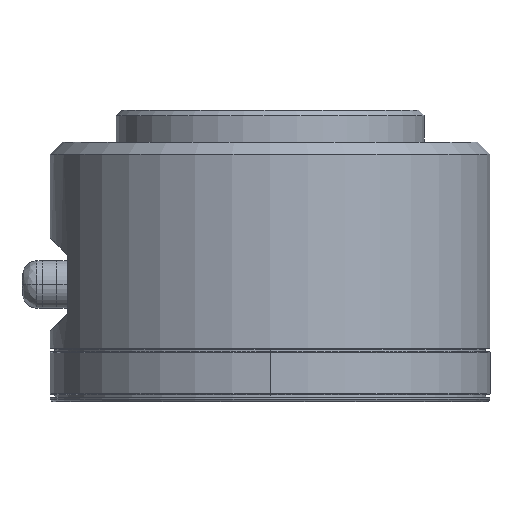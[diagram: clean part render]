
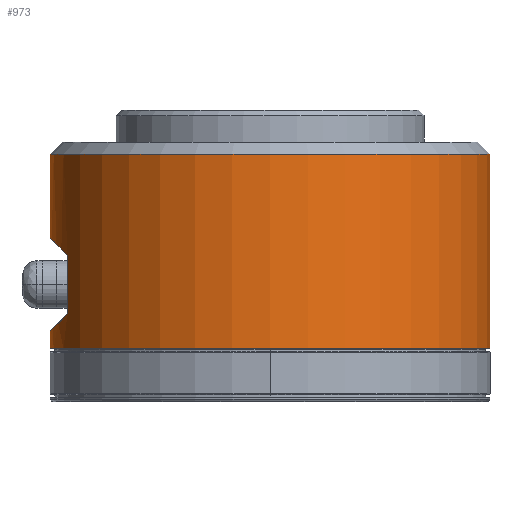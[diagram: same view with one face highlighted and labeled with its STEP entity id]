
A CAD part, left-side view. The second image highlights one B-rep face of the part: STEP entity #973.
In plain terms, the highlighted cylindrical face has radius 45 mm (diameter 90 mm), a partial arc.
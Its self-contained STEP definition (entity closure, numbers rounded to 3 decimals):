
#3 = VERTEX_POINT ( 'NONE', #86 ) ;
#8 = DIRECTION ( 'NONE',  ( 0., 1., 0. ) ) ;
#24 = CYLINDRICAL_SURFACE ( 'NONE', #1175, 45. ) ;
#65 = CARTESIAN_POINT ( 'NONE',  ( 0., 1183.95, 245.55 ) ) ;
#76 = CARTESIAN_POINT ( 'NONE',  ( 0., 1183.95, 268.5 ) ) ;
#83 = DIRECTION ( 'NONE',  ( 0., 0., -1. ) ) ;
#86 = CARTESIAN_POINT ( 'NONE',  ( 0., 1093.95, 281.7 ) ) ;
#113 = CARTESIAN_POINT ( 'NONE',  ( 0., 1138.95, 241.95 ) ) ;
#172 = CARTESIAN_POINT ( 'NONE',  ( 0., 1183.95, 245.55 ) ) ;
#257 = EDGE_CURVE ( 'NONE', #3, #1489, #2911, .T. ) ;
#344 = CARTESIAN_POINT ( 'NONE',  ( 0., 1093.95, 241.95 ) ) ;
#399 = CARTESIAN_POINT ( 'NONE',  ( 0., 1138.95, 281.7 ) ) ;
#501 = VERTEX_POINT ( 'NONE', #3177 ) ;
#721 = EDGE_CURVE ( 'NONE', #3, #3386, #1819, .T. ) ;
#806 = ORIENTED_EDGE ( 'NONE', *, *, #721, .F. ) ;
#888 = AXIS2_PLACEMENT_3D ( 'NONE', #399, #83, #2379 ) ;
#973 = ADVANCED_FACE ( 'NONE', ( #1475 ), #24, .T. ) ;
#1032 = DIRECTION ( 'NONE',  ( 0., 1., 0. ) ) ;
#1063 =( BOUNDED_CURVE ( )  B_SPLINE_CURVE ( 3, ( #3130, #1151, #2602, #65 ),
 .UNSPECIFIED., .F., .F. ) 
 B_SPLINE_CURVE_WITH_KNOTS ( ( 4, 4 ),
 ( 5.886, 6.283 ),
 .UNSPECIFIED. ) 
 CURVE ( )  GEOMETRIC_REPRESENTATION_ITEM ( )  RATIONAL_B_SPLINE_CURVE ( ( 1., 0.987, 0.987, 1. ) ) 
 REPRESENTATION_ITEM ( '' )  );
#1106 = ORIENTED_EDGE ( 'NONE', *, *, #1417, .T. ) ;
#1151 = CARTESIAN_POINT ( 'NONE',  ( -11.871, 1182.768, 246.732 ) ) ;
#1161 = CARTESIAN_POINT ( 'NONE',  ( 0., 1138.95, 268.5 ) ) ;
#1175 = AXIS2_PLACEMENT_3D ( 'NONE', #1161, #2266, #8 ) ;
#1210 = LINE ( 'NONE', #2365, #2019 ) ;
#1248 = DIRECTION ( 'NONE',  ( 0., 0., 1. ) ) ;
#1378 = VERTEX_POINT ( 'NONE', #3683 ) ;
#1402 = CARTESIAN_POINT ( 'NONE',  ( 0., 1183.95, 264.55 ) ) ;
#1417 = EDGE_CURVE ( 'NONE', #2417, #1378, #1210, .T. ) ;
#1475 = FACE_OUTER_BOUND ( 'NONE', #3444, .T. ) ;
#1489 = VERTEX_POINT ( 'NONE', #1492 ) ;
#1492 = CARTESIAN_POINT ( 'NONE',  ( 0., 1183.95, 281.7 ) ) ;
#1584 = CARTESIAN_POINT ( 'NONE',  ( -17.4, 1180.45, 261.05 ) ) ;
#1683 = ORIENTED_EDGE ( 'NONE', *, *, #2559, .T. ) ;
#1790 = ORIENTED_EDGE ( 'NONE', *, *, #2447, .T. ) ;
#1819 = LINE ( 'NONE', #2961, #1951 ) ;
#1829 = DIRECTION ( 'NONE',  ( 0., 0., -1. ) ) ;
#1912 = VECTOR ( 'NONE', #2260, 1000. ) ;
#1951 = VECTOR ( 'NONE', #2943, 1000. ) ;
#2019 = VECTOR ( 'NONE', #1829, 1000. ) ;
#2124 = VERTEX_POINT ( 'NONE', #2622 ) ;
#2149 = EDGE_CURVE ( 'NONE', #1378, #2794, #1063, .T. ) ;
#2202 = CARTESIAN_POINT ( 'NONE',  ( -5.995, 1183.95, 264.55 ) ) ;
#2257 = CIRCLE ( 'NONE', #3465, 45. ) ;
#2260 = DIRECTION ( 'NONE',  ( 0., 0., -1. ) ) ;
#2266 = DIRECTION ( 'NONE',  ( 0., 0., -1. ) ) ;
#2283 = DIRECTION ( 'NONE',  ( 0., 0., -1. ) ) ;
#2321 = ORIENTED_EDGE ( 'NONE', *, *, #3193, .T. ) ;
#2365 = CARTESIAN_POINT ( 'NONE',  ( -17.4, 1180.45, 268.5 ) ) ;
#2379 = DIRECTION ( 'NONE',  ( 0., 1., 0. ) ) ;
#2417 = VERTEX_POINT ( 'NONE', #1584 ) ;
#2447 = EDGE_CURVE ( 'NONE', #501, #3386, #2257, .T. ) ;
#2559 = EDGE_CURVE ( 'NONE', #1489, #2124, #2636, .T. ) ;
#2602 = CARTESIAN_POINT ( 'NONE',  ( -5.995, 1183.95, 245.55 ) ) ;
#2622 = CARTESIAN_POINT ( 'NONE',  ( 0., 1183.95, 264.55 ) ) ;
#2636 = LINE ( 'NONE', #76, #1912 ) ;
#2741 = CARTESIAN_POINT ( 'NONE',  ( -11.871, 1182.768, 263.368 ) ) ;
#2794 = VERTEX_POINT ( 'NONE', #172 ) ;
#2867 = VECTOR ( 'NONE', #2283, 1000. ) ;
#2911 = CIRCLE ( 'NONE', #888, 45. ) ;
#2943 = DIRECTION ( 'NONE',  ( 0., 0., -1. ) ) ;
#2961 = CARTESIAN_POINT ( 'NONE',  ( 0., 1093.95, 268.5 ) ) ;
#3045 = LINE ( 'NONE', #3063, #2867 ) ;
#3063 = CARTESIAN_POINT ( 'NONE',  ( 0., 1183.95, 268.5 ) ) ;
#3130 = CARTESIAN_POINT ( 'NONE',  ( -17.4, 1180.45, 249.05 ) ) ;
#3177 = CARTESIAN_POINT ( 'NONE',  ( 0., 1183.95, 241.95 ) ) ;
#3193 = EDGE_CURVE ( 'NONE', #2794, #501, #3045, .T. ) ;
#3197 = EDGE_CURVE ( 'NONE', #2124, #2417, #3522, .T. ) ;
#3386 = VERTEX_POINT ( 'NONE', #344 ) ;
#3417 = CARTESIAN_POINT ( 'NONE',  ( -17.4, 1180.45, 261.05 ) ) ;
#3435 = ORIENTED_EDGE ( 'NONE', *, *, #2149, .T. ) ;
#3444 = EDGE_LOOP ( 'NONE', ( #806, #3563, #1683, #3657, #1106, #3435, #2321, #1790 ) ) ;
#3465 = AXIS2_PLACEMENT_3D ( 'NONE', #113, #1248, #1032 ) ;
#3522 =( BOUNDED_CURVE ( )  B_SPLINE_CURVE ( 3, ( #1402, #2202, #2741, #3417 ),
 .UNSPECIFIED., .F., .F. ) 
 B_SPLINE_CURVE_WITH_KNOTS ( ( 4, 4 ),
 ( 3.142, 3.539 ),
 .UNSPECIFIED. ) 
 CURVE ( )  GEOMETRIC_REPRESENTATION_ITEM ( )  RATIONAL_B_SPLINE_CURVE ( ( 1., 0.987, 0.987, 1. ) ) 
 REPRESENTATION_ITEM ( '' )  );
#3563 = ORIENTED_EDGE ( 'NONE', *, *, #257, .T. ) ;
#3657 = ORIENTED_EDGE ( 'NONE', *, *, #3197, .T. ) ;
#3683 = CARTESIAN_POINT ( 'NONE',  ( -17.4, 1180.45, 249.05 ) ) ;
